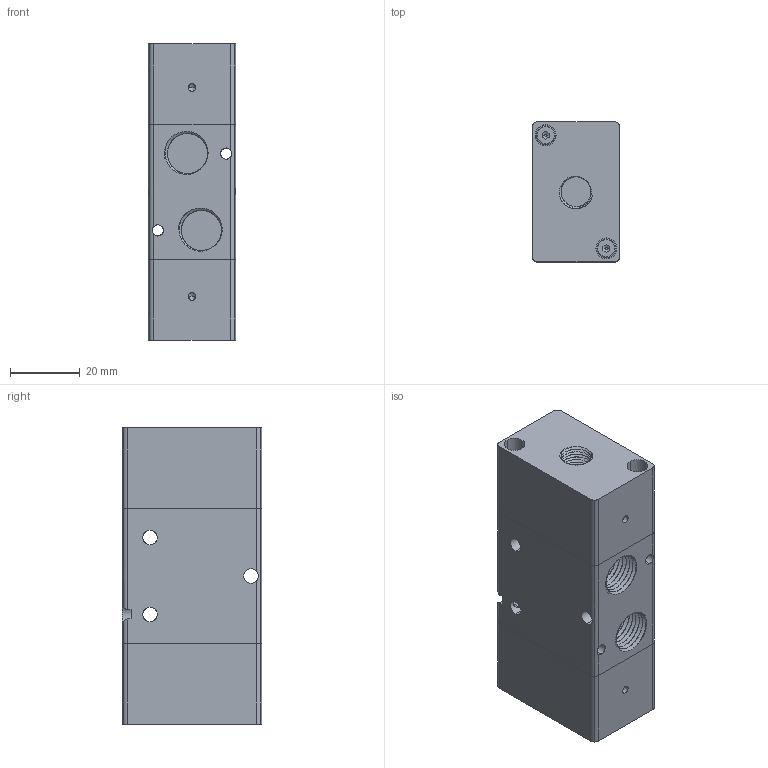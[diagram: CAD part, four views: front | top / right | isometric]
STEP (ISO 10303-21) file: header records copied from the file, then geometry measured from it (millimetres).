
FILE_DESCRIPTION((''),'2;1');
FILE_NAME('01_036_4.stp','2003-01-01T20:10:39',('Branislav Petkovic'),('AZ Pneumatica'),'AutoCAD STEP 2000i','AutoCAD 2000i','Via J. F. Kennedy, 26, 20020 Misinto (MI), ITALY');
FILE_SCHEMA(('CONFIG_CONTROL_DESIGN'));
Length unit declared in the file: millimetre
Products named in the file (5): 01_036_4; 322 TELO; PART1; X22 PNEUMATIKA-ODOZGO; PART2
Assembly tree (5 placements, depth 3):
  01_036_4
    322 TELO
      PART1
    X22 PNEUMATIKA-ODOZGO  x2
      PART2
Bounding box: 25 x 40 x 84.8 mm (x, y, z)
Surface area: 22238.8 mm2 (no closed solid volume)
Topology: 0 solids, 3 shells, 345 faces, 976 edges, 648 vertices
Faces by surface type: cylinder 249, plane 66, bspline 18, cone 12
Entity records: 19596 total; most frequent: CARTESIAN_POINT 13525, ORIENTED_EDGE 1408, DIRECTION 1006, EDGE_CURVE 704, VERTEX_POINT 469, AXIS2_PLACEMENT_3D 379, B_SPLINE_CURVE_WITH_KNOTS 301, EDGE_LOOP 267
